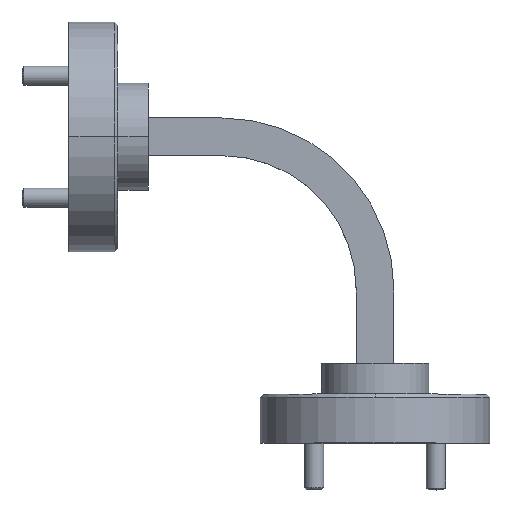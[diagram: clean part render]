
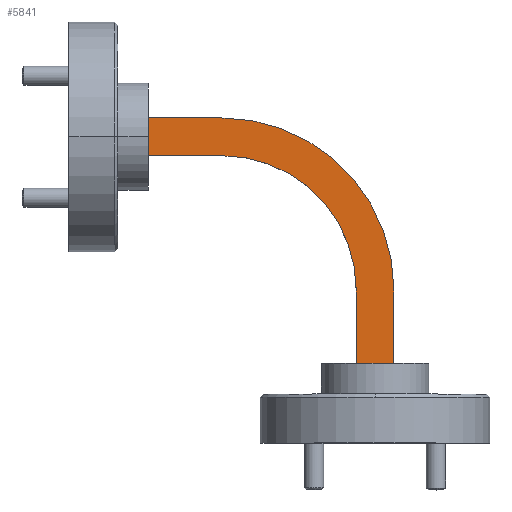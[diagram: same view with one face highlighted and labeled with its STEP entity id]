
A CAD part, top view. The second image highlights one B-rep face of the part: STEP entity #5841.
In plain terms, the highlighted planar face has unit normal (0, 0, 1).
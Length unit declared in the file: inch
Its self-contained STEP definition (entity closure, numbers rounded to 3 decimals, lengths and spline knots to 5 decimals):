
#4 = DIRECTION ( 'NONE',  ( 0., 0., -1. ) ) ;
#5 = EDGE_CURVE ( 'NONE', #5744, #2720, #1654, .T. ) ;
#33 = CARTESIAN_POINT ( 'NONE',  ( -0.65851, 0.34482, 0.21498 ) ) ;
#89 = DIRECTION ( 'NONE',  ( 0., 0., 1. ) ) ;
#101 = VECTOR ( 'NONE', #1703, 39.37008 ) ;
#154 = DIRECTION ( 'NONE',  ( 1., 0., 0. ) ) ;
#173 = VERTEX_POINT ( 'NONE', #2170 ) ;
#277 = CARTESIAN_POINT ( 'NONE',  ( -1.46001, 0.78332, 0.21498 ) ) ;
#302 = ORIENTED_EDGE ( 'NONE', *, *, #2692, .T. ) ;
#317 = ORIENTED_EDGE ( 'NONE', *, *, #2765, .T. ) ;
#436 = DIRECTION ( 'NONE',  ( 0., 0., -1. ) ) ;
#493 = DIRECTION ( 'NONE',  ( -1., 0., 0. ) ) ;
#692 = LINE ( 'NONE', #3203, #6002 ) ;
#874 = CARTESIAN_POINT ( 'NONE',  ( -0.78151, 0.34482, 0.21498 ) ) ;
#942 = EDGE_CURVE ( 'NONE', #1649, #5744, #3652, .T. ) ;
#1055 = CARTESIAN_POINT ( 'NONE',  ( -1.22001, 0.34482, 0.21498 ) ) ;
#1070 = CARTESIAN_POINT ( 'NONE',  ( -1.22001, 0.10482, 0.21498 ) ) ;
#1128 = AXIS2_PLACEMENT_3D ( 'NONE', #5999, #89, #154 ) ;
#1181 = CARTESIAN_POINT ( 'NONE',  ( -1.46001, 0.90632, 0.21498 ) ) ;
#1448 = LINE ( 'NONE', #3424, #5412 ) ;
#1457 = CARTESIAN_POINT ( 'NONE',  ( -0.78151, 0.34482, 0.21498 ) ) ;
#1473 = EDGE_LOOP ( 'NONE', ( #4515, #5458, #3416, #3975, #3335, #4878, #317, #302 ) ) ;
#1508 = VERTEX_POINT ( 'NONE', #1832 ) ;
#1520 = AXIS2_PLACEMENT_3D ( 'NONE', #1055, #4, #5370 ) ;
#1649 = VERTEX_POINT ( 'NONE', #33 ) ;
#1650 = AXIS2_PLACEMENT_3D ( 'NONE', #1823, #436, #493 ) ;
#1654 = LINE ( 'NONE', #1070, #4775 ) ;
#1703 = DIRECTION ( 'NONE',  ( 0., 1., 0. ) ) ;
#1823 = CARTESIAN_POINT ( 'NONE',  ( -1.22001, 0.34482, 0.21498 ) ) ;
#1832 = CARTESIAN_POINT ( 'NONE',  ( -1.22001, 0.90632, 0.21498 ) ) ;
#1960 = VERTEX_POINT ( 'NONE', #1181 ) ;
#2170 = CARTESIAN_POINT ( 'NONE',  ( -1.22001, 0.78332, 0.21498 ) ) ;
#2575 = EDGE_CURVE ( 'NONE', #1508, #1960, #692, .T. ) ;
#2692 = EDGE_CURVE ( 'NONE', #4275, #2720, #5281, .T. ) ;
#2720 = VERTEX_POINT ( 'NONE', #2781 ) ;
#2765 = EDGE_CURVE ( 'NONE', #173, #4275, #3247, .T. ) ;
#2781 = CARTESIAN_POINT ( 'NONE',  ( -0.78151, 0.10482, 0.21498 ) ) ;
#2942 = DIRECTION ( 'NONE',  ( -1., 0., 0. ) ) ;
#3059 = DIRECTION ( 'NONE',  ( -1., 0., 0. ) ) ;
#3203 = CARTESIAN_POINT ( 'NONE',  ( -1.22001, 0.90632, 0.21498 ) ) ;
#3247 = CIRCLE ( 'NONE', #1520, 0.4385 ) ;
#3335 = ORIENTED_EDGE ( 'NONE', *, *, #4722, .F. ) ;
#3416 = ORIENTED_EDGE ( 'NONE', *, *, #6108, .F. ) ;
#3424 = CARTESIAN_POINT ( 'NONE',  ( -1.22001, 0.78332, 0.21498 ) ) ;
#3530 = CARTESIAN_POINT ( 'NONE',  ( -0.65851, 0.34482, 0.21498 ) ) ;
#3541 = CARTESIAN_POINT ( 'NONE',  ( -0.65851, 0.10482, 0.21498 ) ) ;
#3652 = LINE ( 'NONE', #3530, #5924 ) ;
#3975 = ORIENTED_EDGE ( 'NONE', *, *, #2575, .T. ) ;
#4049 = DIRECTION ( 'NONE',  ( 0., -1., 0. ) ) ;
#4226 = CARTESIAN_POINT ( 'NONE',  ( -1.46001, 0.78332, 0.21498 ) ) ;
#4261 = DIRECTION ( 'NONE',  ( 0., -1., 0. ) ) ;
#4275 = VERTEX_POINT ( 'NONE', #1457 ) ;
#4515 = ORIENTED_EDGE ( 'NONE', *, *, #5, .F. ) ;
#4571 = VECTOR ( 'NONE', #4261, 39.37008 ) ;
#4722 = EDGE_CURVE ( 'NONE', #4811, #1960, #5506, .T. ) ;
#4775 = VECTOR ( 'NONE', #3059, 39.37008 ) ;
#4790 = PLANE ( 'NONE',  #1128 ) ;
#4811 = VERTEX_POINT ( 'NONE', #4226 ) ;
#4878 = ORIENTED_EDGE ( 'NONE', *, *, #5660, .F. ) ;
#5281 = LINE ( 'NONE', #874, #4571 ) ;
#5370 = DIRECTION ( 'NONE',  ( -1., 0., 0. ) ) ;
#5412 = VECTOR ( 'NONE', #2942, 39.37008 ) ;
#5458 = ORIENTED_EDGE ( 'NONE', *, *, #942, .F. ) ;
#5506 = LINE ( 'NONE', #277, #101 ) ;
#5635 = DIRECTION ( 'NONE',  ( -1., 0., 0. ) ) ;
#5660 = EDGE_CURVE ( 'NONE', #173, #4811, #1448, .T. ) ;
#5744 = VERTEX_POINT ( 'NONE', #3541 ) ;
#5810 = FACE_OUTER_BOUND ( 'NONE', #1473, .T. ) ;
#5839 = CIRCLE ( 'NONE', #1650, 0.5615 ) ;
#5841 = ADVANCED_FACE ( 'NONE', ( #5810 ), #4790, .T. ) ;
#5924 = VECTOR ( 'NONE', #4049, 39.37008 ) ;
#5999 = CARTESIAN_POINT ( 'NONE',  ( -1.22001, 0.78332, 0.21498 ) ) ;
#6002 = VECTOR ( 'NONE', #5635, 39.37008 ) ;
#6108 = EDGE_CURVE ( 'NONE', #1508, #1649, #5839, .T. ) ;
